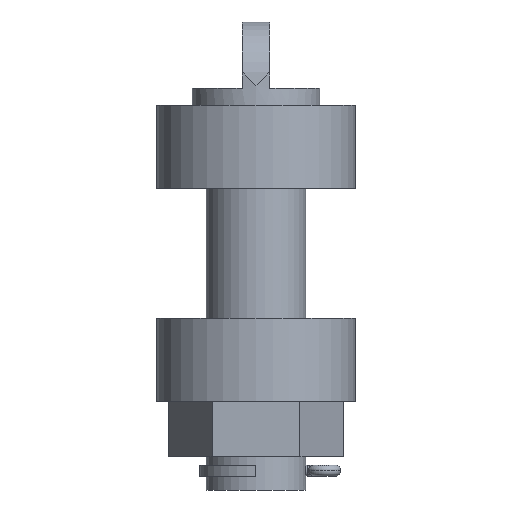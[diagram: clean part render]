
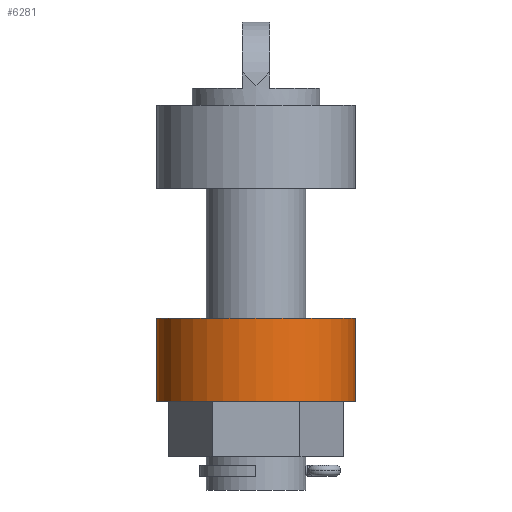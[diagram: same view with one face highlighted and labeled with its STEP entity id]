
A CAD part, front view. The second image highlights one B-rep face of the part: STEP entity #6281.
In plain terms, the highlighted cylindrical face has radius 36 mm (diameter 72 mm), a partial arc.
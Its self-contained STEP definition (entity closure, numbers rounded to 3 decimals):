
#1=CARTESIAN_POINT('',(0.,0.,0.));
#2=DIRECTION('',(0.,0.,1.));
#3=DIRECTION('',(-0.565,0.825,0.));
#4=AXIS2_PLACEMENT_3D('',#1,#2,#3);
#30=CARTESIAN_POINT('',(20.329,29.711,30.));
#31=CARTESIAN_POINT('',(20.924,29.304,28.039));
#32=CARTESIAN_POINT('',(21.852,28.618,24.087));
#33=CARTESIAN_POINT('',(22.53,28.079,17.998));
#34=CARTESIAN_POINT('',(22.529,28.08,11.949));
#35=CARTESIAN_POINT('',(21.838,28.629,5.845));
#36=CARTESIAN_POINT('',(20.918,29.308,1.933));
#37=CARTESIAN_POINT('',(20.328,29.711,0.));
#39=CARTESIAN_POINT('',(-20.329,29.711,0.));
#40=CARTESIAN_POINT('',(-20.924,29.304,1.96));
#41=CARTESIAN_POINT('',(-21.851,28.619,5.911));
#42=CARTESIAN_POINT('',(-22.53,28.079,11.994));
#43=CARTESIAN_POINT('',(-22.529,28.08,18.039));
#44=CARTESIAN_POINT('',(-21.843,28.625,24.131));
#45=CARTESIAN_POINT('',(-20.92,29.306,28.057));
#46=CARTESIAN_POINT('',(-20.329,29.711,30.));
#48=CARTESIAN_POINT('',(0.,0.,30.));
#49=DIRECTION('',(0.,0.,-1.));
#50=DIRECTION('',(0.565,0.825,0.));
#51=AXIS2_PLACEMENT_3D('',#48,#49,#50);
#4853=CARTESIAN_POINT('',(-20.329,29.711,0.));
#4854=CARTESIAN_POINT('',(20.329,29.711,0.));
#4855=VERTEX_POINT('',#4853);
#4856=VERTEX_POINT('',#4854);
#5004=CARTESIAN_POINT('',(20.329,29.711,30.));
#5005=CARTESIAN_POINT('',(-20.329,29.711,30.));
#5006=VERTEX_POINT('',#5004);
#5007=VERTEX_POINT('',#5005);
#6267=CARTESIAN_POINT('',(0.,0.,0.));
#6268=DIRECTION('',(0.,0.,1.));
#6269=DIRECTION('',(1.,0.,0.));
#6270=AXIS2_PLACEMENT_3D('',#6267,#6268,#6269);
#6271=CYLINDRICAL_SURFACE('',#6270,36.);
#6273=ORIENTED_EDGE('',*,*,#6272,.F.);
#6275=ORIENTED_EDGE('',*,*,#6274,.T.);
#6276=ORIENTED_EDGE('',*,*,#6244,.F.);
#6278=ORIENTED_EDGE('',*,*,#6277,.T.);
#6279=EDGE_LOOP('',(#6273,#6275,#6276,#6278));
#6280=FACE_OUTER_BOUND('',#6279,.F.);
#6281=ADVANCED_FACE('',(#6280),#6271,.T.);
#5=CIRCLE('',#4,36.);
#38=B_SPLINE_CURVE_WITH_KNOTS('',3,(#30,#31,#32,#33,#34,#35,#36,#37),
.UNSPECIFIED.,.F.,.F.,(4,1,1,1,1,4),(0.,0.2,0.4,0.6,0.8,1.),
.UNSPECIFIED.);
#47=B_SPLINE_CURVE_WITH_KNOTS('',3,(#39,#40,#41,#42,#43,#44,#45,#46),
.UNSPECIFIED.,.F.,.F.,(4,1,1,1,1,4),(0.,0.2,0.4,0.6,0.8,1.),
.UNSPECIFIED.);
#52=CIRCLE('',#51,36.);
#6244=EDGE_CURVE('',#4855,#4856,#5,.T.);
#6272=EDGE_CURVE('',#5006,#5007,#52,.T.);
#6274=EDGE_CURVE('',#5006,#4856,#38,.T.);
#6277=EDGE_CURVE('',#4855,#5007,#47,.T.);
